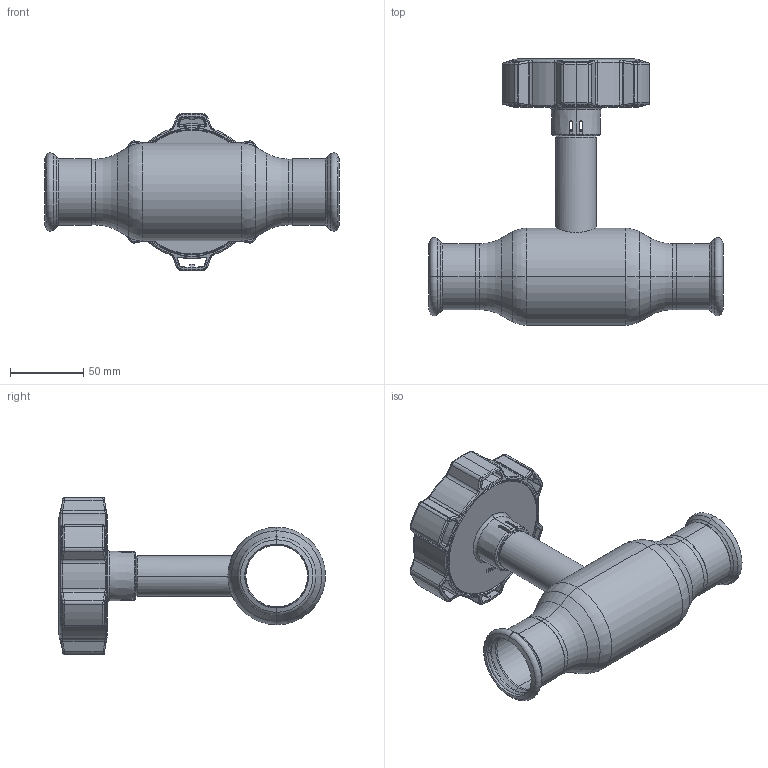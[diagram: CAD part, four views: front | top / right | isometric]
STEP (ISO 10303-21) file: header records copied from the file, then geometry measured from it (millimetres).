
FILE_DESCRIPTION (( 'STEP AP214' ), '1' );
FILE_NAME ('2040000101-0200.step', '2023-12-08T11:56:20', ( '' ), ( '' ), 'SwSTEP 2.0', 'SolidWorks 2021', '' );
FILE_SCHEMA (( 'AUTOMOTIVE_DESIGN' ));
Length unit declared in the file: millimetre
Products named in the file (1): 2040000101-0200
Bounding box: 201.6 x 182.53 x 107.98 mm (x, y, z)
Surface area: 93879.6 mm2 (no closed solid volume)
Topology: 0 solids, 12 shells, 520 faces, 1751 edges, 1190 vertices
Faces by surface type: bspline 155, cylinder 117, plane 102, torus 79, cone 61, sphere 6
Entity records: 33294 total; most frequent: CARTESIAN_POINT 14395, ORIENTED_EDGE 2890, DIRECTION 2233, EDGE_CURVE 1739, VERTEX_POINT 1190, AXIS2_PLACEMENT_3D 888, B_SPLINE_CURVE_WITH_KNOTS 737, EDGE_LOOP 551
